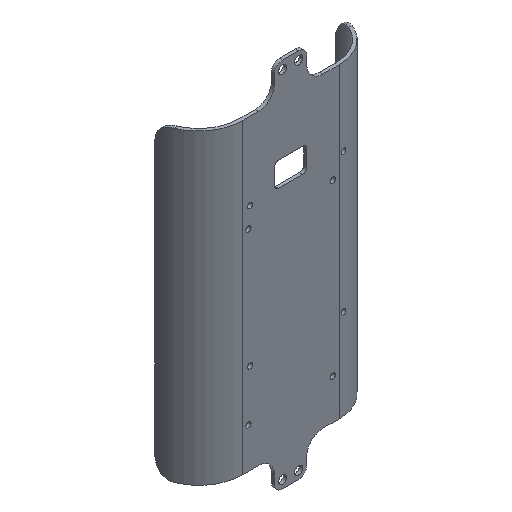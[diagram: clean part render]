
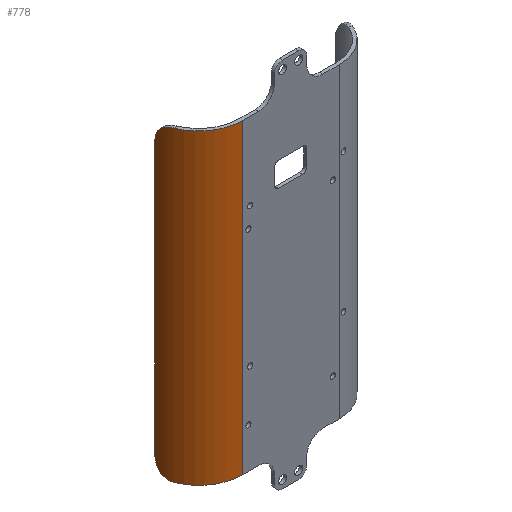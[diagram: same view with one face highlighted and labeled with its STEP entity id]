
A CAD part, isometric view. The second image highlights one B-rep face of the part: STEP entity #778.
In plain terms, the highlighted cylindrical face has radius 27 mm (diameter 54 mm), a partial arc.
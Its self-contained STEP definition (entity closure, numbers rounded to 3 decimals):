
#672=CARTESIAN_POINT('Axis2P3D Location',(-30.,-15.,190.)) ;
#676=CARTESIAN_POINT('Vertex',(-55.08,-25.,190.)) ;
#678=CARTESIAN_POINT('Vertex',(-30.,-42.,190.)) ;
#714=CARTESIAN_POINT('Axis2P3D Location',(-30.,-15.,95.)) ;
#719=CARTESIAN_POINT('Axis2P3D Location',(-30.,-15.,0.)) ;
#723=CARTESIAN_POINT('Vertex',(-55.08,-25.,0.)) ;
#725=CARTESIAN_POINT('Vertex',(-30.,-42.,0.)) ;
#728=CARTESIAN_POINT('Line Origine',(-30.,-42.,95.)) ;
#734=CARTESIAN_POINT('Control Point',(-55.08,-25.,190.)) ;
#735=CARTESIAN_POINT('Control Point',(-55.389,-24.225,190.)) ;
#736=CARTESIAN_POINT('Control Point',(-55.668,-23.438,189.925)) ;
#737=CARTESIAN_POINT('Control Point',(-55.913,-22.649,189.77)) ;
#738=CARTESIAN_POINT('Control Point',(-56.374,-20.935,189.248)) ;
#739=CARTESIAN_POINT('Control Point',(-56.669,-19.345,188.338)) ;
#740=CARTESIAN_POINT('Control Point',(-56.783,-18.538,187.731)) ;
#741=CARTESIAN_POINT('Control Point',(-56.964,-16.842,186.081)) ;
#742=CARTESIAN_POINT('Control Point',(-57.001,-15.682,183.994)) ;
#743=CARTESIAN_POINT('Control Point',(-57.,-15.227,182.697)) ;
#744=CARTESIAN_POINT('Control Point',(-57.,-15.,181.348)) ;
#745=CARTESIAN_POINT('Control Point',(-57.,-15.,180.)) ;
#746=CARTESIAN_POINT('Vertex',(-57.,-15.,180.)) ;
#749=CARTESIAN_POINT('Line Origine',(-57.,-15.,95.)) ;
#753=CARTESIAN_POINT('Vertex',(-57.,-15.,10.)) ;
#757=CARTESIAN_POINT('Control Point',(-55.08,-25.,0.)) ;
#758=CARTESIAN_POINT('Control Point',(-55.389,-24.225,0.)) ;
#759=CARTESIAN_POINT('Control Point',(-55.668,-23.438,0.075)) ;
#760=CARTESIAN_POINT('Control Point',(-55.913,-22.649,0.23)) ;
#761=CARTESIAN_POINT('Control Point',(-56.374,-20.935,0.752)) ;
#762=CARTESIAN_POINT('Control Point',(-56.669,-19.345,1.662)) ;
#763=CARTESIAN_POINT('Control Point',(-56.783,-18.538,2.269)) ;
#764=CARTESIAN_POINT('Control Point',(-56.964,-16.842,3.919)) ;
#765=CARTESIAN_POINT('Control Point',(-57.001,-15.682,6.006)) ;
#766=CARTESIAN_POINT('Control Point',(-57.,-15.227,7.303)) ;
#767=CARTESIAN_POINT('Control Point',(-57.,-15.,8.652)) ;
#768=CARTESIAN_POINT('Control Point',(-57.,-15.,10.)) ;
#673=DIRECTION('Axis2P3D Direction',(0.,0.,1.)) ;
#715=DIRECTION('Axis2P3D Direction',(0.,0.,1.)) ;
#716=DIRECTION('Axis2P3D XDirection',(-1.,0.,0.)) ;
#720=DIRECTION('Axis2P3D Direction',(0.,0.,1.)) ;
#729=DIRECTION('Vector Direction',(0.,0.,1.)) ;
#750=DIRECTION('Vector Direction',(0.,0.,1.)) ;
#674=AXIS2_PLACEMENT_3D('Circle Axis2P3D',#672,#673,$) ;
#717=AXIS2_PLACEMENT_3D('Cylinder Axis2P3D',#714,#715,#716) ;
#721=AXIS2_PLACEMENT_3D('Circle Axis2P3D',#719,#720,$) ;
#771=ORIENTED_EDGE('',*,*,#727,.T.) ;
#772=ORIENTED_EDGE('',*,*,#732,.T.) ;
#773=ORIENTED_EDGE('',*,*,#680,.F.) ;
#774=ORIENTED_EDGE('',*,*,#748,.F.) ;
#775=ORIENTED_EDGE('',*,*,#755,.F.) ;
#776=ORIENTED_EDGE('',*,*,#769,.F.) ;
#730=VECTOR('Line Direction',#729,1.) ;
#751=VECTOR('Line Direction',#750,1.) ;
#778=ADVANCED_FACE('PartBody',(#777),#718,.T.) ;
#733=B_SPLINE_CURVE_WITH_KNOTS('',5,(#734,#735,#736,#737,#738,#739,#740,#741,#742,#743,#744,#745),.UNSPECIFIED.,.F.,.U.,(6,3,3,6),(0.,5.9,13.008,22.542),.UNSPECIFIED.) ;
#756=B_SPLINE_CURVE_WITH_KNOTS('',5,(#757,#758,#759,#760,#761,#762,#763,#764,#765,#766,#767,#768),.UNSPECIFIED.,.F.,.U.,(6,3,3,6),(0.,5.9,13.008,22.542),.UNSPECIFIED.) ;
#675=CIRCLE('generated circle',#674,27.) ;
#722=CIRCLE('generated circle',#721,27.) ;
#718=CYLINDRICAL_SURFACE('generated cylinder',#717,27.) ;
#680=EDGE_CURVE('',#677,#679,#675,.T.) ;
#727=EDGE_CURVE('',#724,#726,#722,.T.) ;
#732=EDGE_CURVE('',#726,#679,#731,.T.) ;
#748=EDGE_CURVE('',#747,#677,#733,.F.) ;
#755=EDGE_CURVE('',#754,#747,#752,.T.) ;
#769=EDGE_CURVE('',#724,#754,#756,.T.) ;
#770=EDGE_LOOP('',(#771,#772,#773,#774,#775,#776)) ;
#777=FACE_OUTER_BOUND('',#770,.T.) ;
#731=LINE('Line',#728,#730) ;
#752=LINE('Line',#749,#751) ;
#677=VERTEX_POINT('',#676) ;
#679=VERTEX_POINT('',#678) ;
#724=VERTEX_POINT('',#723) ;
#726=VERTEX_POINT('',#725) ;
#747=VERTEX_POINT('',#746) ;
#754=VERTEX_POINT('',#753) ;
